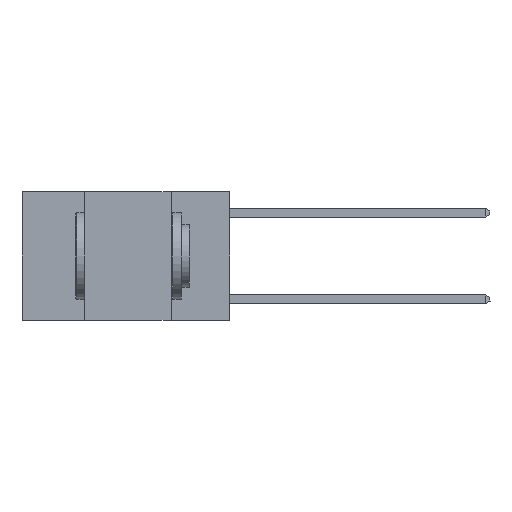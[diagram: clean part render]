
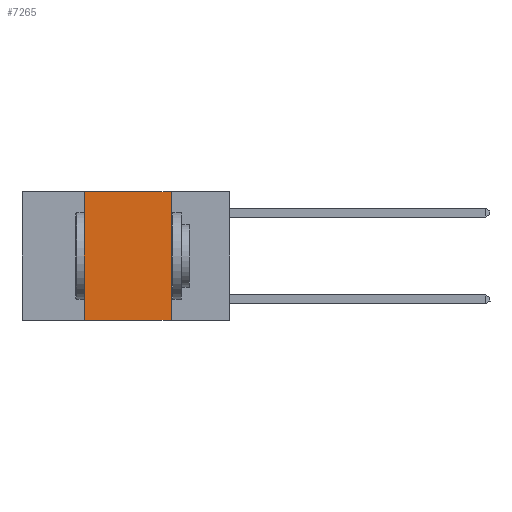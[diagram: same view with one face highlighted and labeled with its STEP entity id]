
A CAD part, left-side view. The second image highlights one B-rep face of the part: STEP entity #7265.
In plain terms, the highlighted planar face has unit normal (-1, 0, 0).
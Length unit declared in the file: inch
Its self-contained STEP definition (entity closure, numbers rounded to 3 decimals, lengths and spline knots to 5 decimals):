
#79 = VERTEX_POINT ( 'NONE', #581 ) ;
#394 = VERTEX_POINT ( 'NONE', #1517 ) ;
#502 = DIRECTION ( 'NONE',  ( 0., 0., 1. ) ) ;
#581 = CARTESIAN_POINT ( 'NONE',  ( 0., 0.17, 0. ) ) ;
#736 = CARTESIAN_POINT ( 'NONE',  ( 0., 0.6, -0.37 ) ) ;
#901 = VERTEX_POINT ( 'NONE', #2571 ) ;
#950 = CARTESIAN_POINT ( 'NONE',  ( 0., 0.42, 0. ) ) ;
#1190 = EDGE_CURVE ( 'NONE', #901, #2249, #3391, .T. ) ;
#1517 = CARTESIAN_POINT ( 'NONE',  ( 0., 0.17, -0.37 ) ) ;
#1639 = EDGE_CURVE ( 'NONE', #2249, #79, #8662, .T. ) ;
#2249 = VERTEX_POINT ( 'NONE', #950 ) ;
#2571 = CARTESIAN_POINT ( 'NONE',  ( 0., 0.42, -0.37 ) ) ;
#2655 = DIRECTION ( 'NONE',  ( 1., 0., 0. ) ) ;
#3028 = VECTOR ( 'NONE', #7165, 39.37008 ) ;
#3391 = LINE ( 'NONE', #8063, #5464 ) ;
#3465 = PLANE ( 'NONE',  #6068 ) ;
#3549 = LINE ( 'NONE', #6428, #3028 ) ;
#4187 = FACE_OUTER_BOUND ( 'NONE', #5011, .T. ) ;
#4348 = ORIENTED_EDGE ( 'NONE', *, *, #1190, .F. ) ;
#4846 = DIRECTION ( 'NONE',  ( 0., -1., 0. ) ) ;
#5011 = EDGE_LOOP ( 'NONE', ( #6087, #10038, #4348, #6319 ) ) ;
#5037 = CARTESIAN_POINT ( 'NONE',  ( 0., 0.6, 0. ) ) ;
#5464 = VECTOR ( 'NONE', #502, 39.37008 ) ;
#6068 = AXIS2_PLACEMENT_3D ( 'NONE', #5037, #2655, #7988 ) ;
#6087 = ORIENTED_EDGE ( 'NONE', *, *, #8108, .F. ) ;
#6184 = DIRECTION ( 'NONE',  ( 0., -1., 0. ) ) ;
#6319 = ORIENTED_EDGE ( 'NONE', *, *, #8011, .T. ) ;
#6428 = CARTESIAN_POINT ( 'NONE',  ( 0., 0.17, 0. ) ) ;
#6704 = VECTOR ( 'NONE', #6184, 39.37008 ) ;
#7165 = DIRECTION ( 'NONE',  ( 0., 0., -1. ) ) ;
#7265 = ADVANCED_FACE ( 'NONE', ( #4187 ), #3465, .F. ) ;
#7764 = VECTOR ( 'NONE', #4846, 39.37008 ) ;
#7988 = DIRECTION ( 'NONE',  ( 0., 0., -1. ) ) ;
#8011 = EDGE_CURVE ( 'NONE', #901, #394, #9997, .T. ) ;
#8063 = CARTESIAN_POINT ( 'NONE',  ( 0., 0.42, 0. ) ) ;
#8108 = EDGE_CURVE ( 'NONE', #79, #394, #3549, .T. ) ;
#8181 = CARTESIAN_POINT ( 'NONE',  ( 0., 0.6, 0. ) ) ;
#8662 = LINE ( 'NONE', #8181, #6704 ) ;
#9997 = LINE ( 'NONE', #736, #7764 ) ;
#10038 = ORIENTED_EDGE ( 'NONE', *, *, #1639, .F. ) ;
